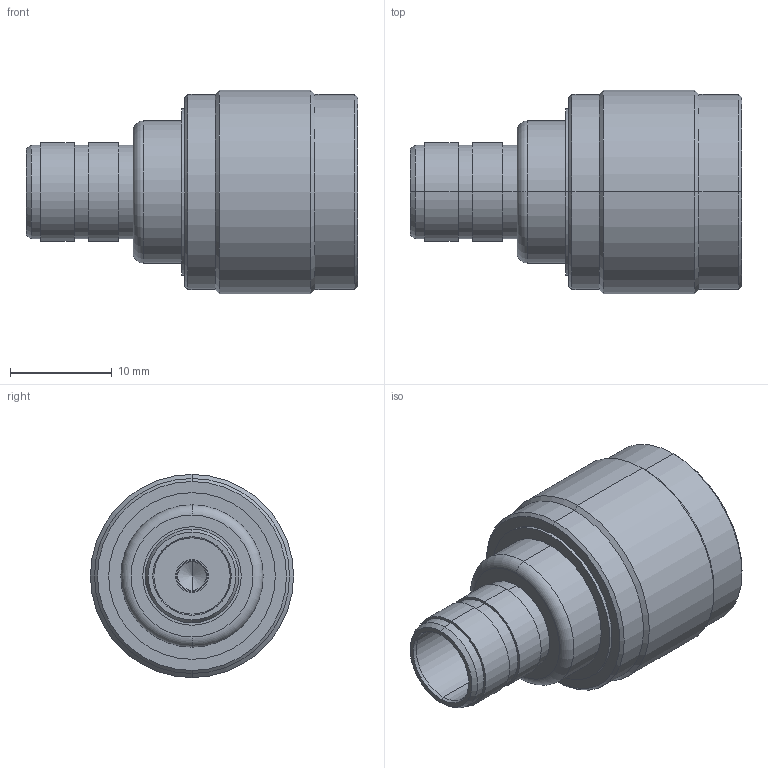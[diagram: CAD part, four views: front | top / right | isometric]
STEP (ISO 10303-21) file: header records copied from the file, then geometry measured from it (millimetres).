
FILE_DESCRIPTION (( 'STEP AP203' ), '1' );
FILE_NAME ('ANM-1406.STEP', '2010-04-19T17:52:59', ( 'x' ), ( 'Microsoft' ), 'SwSTEP 2.0', 'SolidWorks 2010', '' );
FILE_SCHEMA (( 'CONFIG_CONTROL_DESIGN' ));
Length unit declared in the file: inch
Products named in the file (1): ANM-1406
Bounding box: 32.6 x 20 x 20 mm (x, y, z)
Volume: 4404.9 mm3; surface area: 3697 mm2
Topology: 1 solids, 1 shells, 95 faces, 192 edges, 110 vertices
Faces by surface type: cone 38, cylinder 36, plane 15, torus 6
Entity records: 2527 total; most frequent: DIRECTION 494, CARTESIAN_POINT 394, ORIENTED_EDGE 376, AXIS2_PLACEMENT_3D 210, EDGE_CURVE 188, CIRCLE 114, EDGE_LOOP 110, VERTEX_POINT 110
